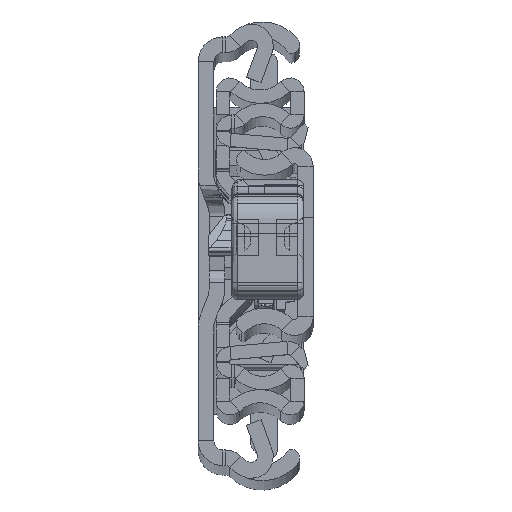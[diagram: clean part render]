
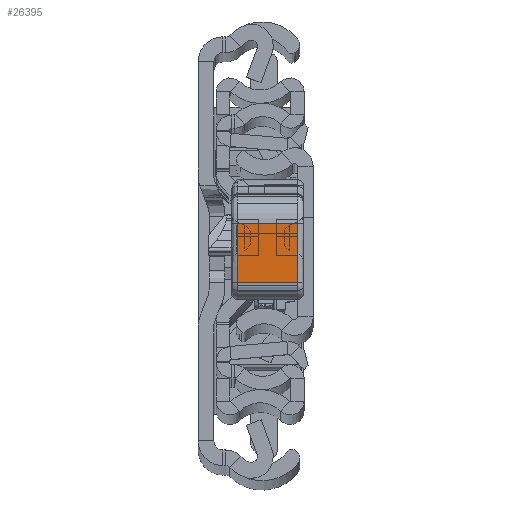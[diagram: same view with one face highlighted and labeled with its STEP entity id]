
A CAD part, top view. The second image highlights one B-rep face of the part: STEP entity #26395.
In plain terms, the highlighted face is planar.
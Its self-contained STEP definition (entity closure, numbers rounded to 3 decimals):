
#865 = CARTESIAN_POINT ( 'NONE',  ( 39.55, -12.274, 11. ) ) ;
#1213 = CARTESIAN_POINT ( 'NONE',  ( 39.818, -2.465, 11. ) ) ;
#3012 = LINE ( 'NONE', #865, #6565 ) ;
#3497 = ORIENTED_EDGE ( 'NONE', *, *, #29561, .T. ) ;
#5371 = ORIENTED_EDGE ( 'NONE', *, *, #26921, .T. ) ;
#5949 = VERTEX_POINT ( 'NONE', #8598 ) ;
#6537 = ORIENTED_EDGE ( 'NONE', *, *, #16753, .T. ) ;
#6565 = VECTOR ( 'NONE', #22463, 1000. ) ;
#7191 = VECTOR ( 'NONE', #28396, 1000. ) ;
#7801 = CARTESIAN_POINT ( 'NONE',  ( 39.55, -12.274, 10. ) ) ;
#7976 = LINE ( 'NONE', #22027, #25461 ) ;
#8598 = CARTESIAN_POINT ( 'NONE',  ( 39.55, -12.274, 0. ) ) ;
#9712 = CARTESIAN_POINT ( 'NONE',  ( 39.55, -12.274, 11. ) ) ;
#9757 = DIRECTION ( 'NONE',  ( 0.027, 1., 0. ) ) ;
#10572 = VECTOR ( 'NONE', #9757, 1000. ) ;
#11019 = ORIENTED_EDGE ( 'NONE', *, *, #19461, .T. ) ;
#11498 = LINE ( 'NONE', #1213, #7191 ) ;
#12224 = AXIS2_PLACEMENT_3D ( 'NONE', #9712, #34502, #18189 ) ;
#13149 = CARTESIAN_POINT ( 'NONE',  ( 39.818, -2.465, 0. ) ) ;
#14108 = CARTESIAN_POINT ( 'NONE',  ( 39.818, -2.465, 10. ) ) ;
#14973 = VERTEX_POINT ( 'NONE', #14108 ) ;
#16169 = VERTEX_POINT ( 'NONE', #13149 ) ;
#16753 = EDGE_CURVE ( 'NONE', #34070, #5949, #3012, .T. ) ;
#18189 = DIRECTION ( 'NONE',  ( -0.027, -1., 0. ) ) ;
#18755 = EDGE_LOOP ( 'NONE', ( #6537, #3497, #11019, #5371 ) ) ;
#18983 = DIRECTION ( 'NONE',  ( -0.027, -1., 0. ) ) ;
#19461 = EDGE_CURVE ( 'NONE', #16169, #14973, #11498, .T. ) ;
#22027 = CARTESIAN_POINT ( 'NONE',  ( 39.55, -12.274, 10. ) ) ;
#22463 = DIRECTION ( 'NONE',  ( 0., 0., -1. ) ) ;
#25461 = VECTOR ( 'NONE', #18983, 1000. ) ;
#26395 = ADVANCED_FACE ( 'NONE', ( #29668 ), #31819, .F. ) ;
#26921 = EDGE_CURVE ( 'NONE', #14973, #34070, #7976, .T. ) ;
#28396 = DIRECTION ( 'NONE',  ( 0., 0., 1. ) ) ;
#29561 = EDGE_CURVE ( 'NONE', #5949, #16169, #34219, .T. ) ;
#29668 = FACE_OUTER_BOUND ( 'NONE', #18755, .T. ) ;
#31344 = CARTESIAN_POINT ( 'NONE',  ( 39.55, -12.274, 0. ) ) ;
#31819 = PLANE ( 'NONE',  #12224 ) ;
#34070 = VERTEX_POINT ( 'NONE', #7801 ) ;
#34219 = LINE ( 'NONE', #31344, #10572 ) ;
#34502 = DIRECTION ( 'NONE',  ( -1., 0.027, 0. ) ) ;
